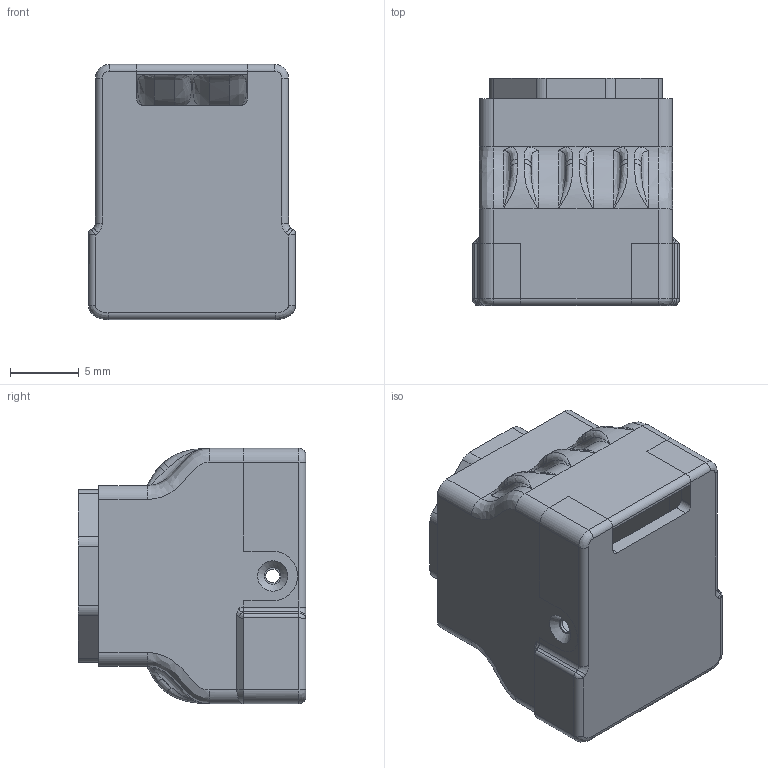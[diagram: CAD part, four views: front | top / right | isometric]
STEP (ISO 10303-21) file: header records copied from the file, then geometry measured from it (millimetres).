
FILE_DESCRIPTION(/* description */ (''),/* implementation_level */ '2;1');
FILE_NAME(/* name */ 'O4 Cam Case 14mm.step',/* time_stamp */ '2025-07-09T14:19:14+02:00',/* author */ (''),/* organization */ (''),/* preprocessor_version */ 'ST-DEVELOPER v20.1',/* originating_system */ 'Autodesk Translation Framework v14.10.0.0',/* authorisation */ '');
FILE_SCHEMA (('AUTOMOTIVE_DESIGN { 1 0 10303 214 3 1 1 }'));
Length unit declared in the file: millimetre
Products named in the file (2): O4 Cam Case 14mm; Komponente1
Assembly tree (1 placements, depth 2):
  O4 Cam Case 14mm
    Komponente1
Bounding box: 15 x 16.5 x 18.5 mm (x, y, z)
Volume: 967.9 mm3; surface area: 2712.8 mm2
Topology: 2 solids, 2 shells, 298 faces, 774 edges, 469 vertices
Faces by surface type: bspline 112, plane 99, cylinder 68, torus 17, cone 2
Full cylindrical faces by diameter (mm): 1 x2, 1.2 x2, 8.5 x1
Entity records: 13754 total; most frequent: CARTESIAN_POINT 7147, ORIENTED_EDGE 1524, DIRECTION 1109, EDGE_CURVE 762, VERTEX_POINT 469, AXIS2_PLACEMENT_3D 380, LINE 349, VECTOR 349
